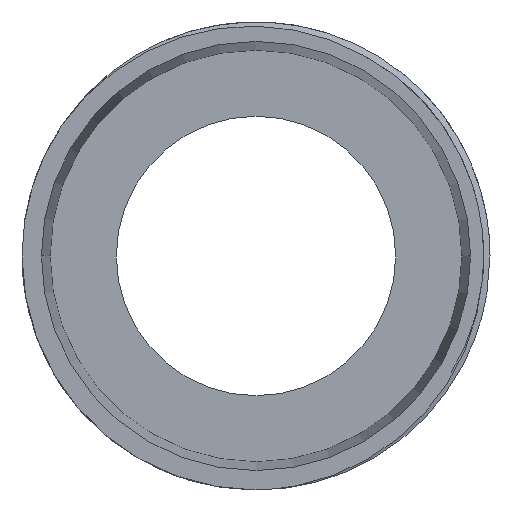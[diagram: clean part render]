
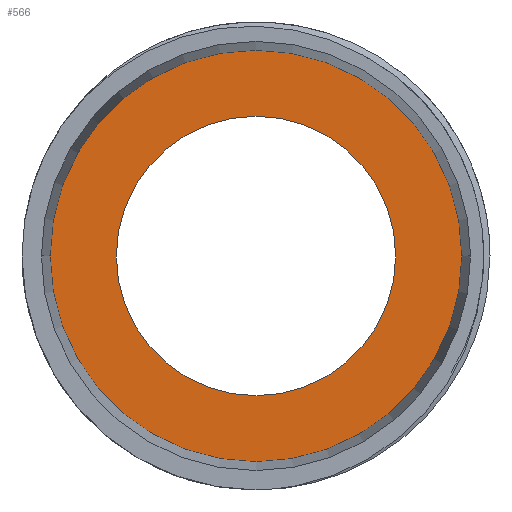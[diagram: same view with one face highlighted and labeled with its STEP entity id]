
A CAD part, left-side view. The second image highlights one B-rep face of the part: STEP entity #566.
In plain terms, the highlighted planar face has unit normal (-1, 0, 0).
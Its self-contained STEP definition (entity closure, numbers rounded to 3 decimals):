
#157 = EDGE_CURVE ( 'NONE', #339, #1488, #630, .T. ) ;
#308 = DIRECTION ( 'NONE',  ( 0., 1., 0. ) ) ;
#339 = VERTEX_POINT ( 'NONE', #2367 ) ;
#352 = DIRECTION ( 'NONE',  ( -1., 0., 0. ) ) ;
#364 = ORIENTED_EDGE ( 'NONE', *, *, #1571, .T. ) ;
#366 = AXIS2_PLACEMENT_3D ( 'NONE', #2964, #1983, #2255 ) ;
#480 = DIRECTION ( 'NONE',  ( 0., -1., 0. ) ) ;
#510 = CARTESIAN_POINT ( 'NONE',  ( -7.821, -26.526, 0. ) ) ;
#566 = ADVANCED_FACE ( 'NONE', ( #1522, #835 ), #2493, .F. ) ;
#630 = CIRCLE ( 'NONE', #1694, 26.526 ) ;
#709 = EDGE_LOOP ( 'NONE', ( #364, #2210 ) ) ;
#746 = ORIENTED_EDGE ( 'NONE', *, *, #1233, .F. ) ;
#835 = FACE_OUTER_BOUND ( 'NONE', #709, .T. ) ;
#868 = CIRCLE ( 'NONE', #366, 18. ) ;
#918 = CARTESIAN_POINT ( 'NONE',  ( -7.821, 0., 0. ) ) ;
#1055 = CARTESIAN_POINT ( 'NONE',  ( -7.821, 18., 0. ) ) ;
#1118 = DIRECTION ( 'NONE',  ( 0., -1., 0. ) ) ;
#1196 = CARTESIAN_POINT ( 'NONE',  ( -7.821, -18., 0. ) ) ;
#1233 = EDGE_CURVE ( 'NONE', #2146, #1510, #2868, .T. ) ;
#1310 = DIRECTION ( 'NONE',  ( 0., -1., 0. ) ) ;
#1321 = AXIS2_PLACEMENT_3D ( 'NONE', #1458, #2429, #480 ) ;
#1458 = CARTESIAN_POINT ( 'NONE',  ( -7.821, 0., 0. ) ) ;
#1488 = VERTEX_POINT ( 'NONE', #510 ) ;
#1510 = VERTEX_POINT ( 'NONE', #1196 ) ;
#1522 = FACE_BOUND ( 'NONE', #2948, .T. ) ;
#1571 = EDGE_CURVE ( 'NONE', #1488, #339, #2757, .T. ) ;
#1650 = EDGE_CURVE ( 'NONE', #1510, #2146, #868, .T. ) ;
#1657 = CARTESIAN_POINT ( 'NONE',  ( -7.821, 18., 0. ) ) ;
#1694 = AXIS2_PLACEMENT_3D ( 'NONE', #2528, #352, #1310 ) ;
#1893 = DIRECTION ( 'NONE',  ( -1., 0., 0. ) ) ;
#1983 = DIRECTION ( 'NONE',  ( -1., 0., 0. ) ) ;
#2078 = ORIENTED_EDGE ( 'NONE', *, *, #1650, .F. ) ;
#2146 = VERTEX_POINT ( 'NONE', #1657 ) ;
#2210 = ORIENTED_EDGE ( 'NONE', *, *, #157, .T. ) ;
#2251 = DIRECTION ( 'NONE',  ( 1., 0., 0. ) ) ;
#2255 = DIRECTION ( 'NONE',  ( 0., -1., 0. ) ) ;
#2367 = CARTESIAN_POINT ( 'NONE',  ( -7.821, 26.526, 0. ) ) ;
#2429 = DIRECTION ( 'NONE',  ( -1., 0., 0. ) ) ;
#2457 = AXIS2_PLACEMENT_3D ( 'NONE', #918, #1893, #1118 ) ;
#2493 = PLANE ( 'NONE',  #3074 ) ;
#2528 = CARTESIAN_POINT ( 'NONE',  ( -7.821, 0., 0. ) ) ;
#2757 = CIRCLE ( 'NONE', #1321, 26.526 ) ;
#2868 = CIRCLE ( 'NONE', #2457, 18. ) ;
#2948 = EDGE_LOOP ( 'NONE', ( #2078, #746 ) ) ;
#2964 = CARTESIAN_POINT ( 'NONE',  ( -7.821, 0., 0. ) ) ;
#3074 = AXIS2_PLACEMENT_3D ( 'NONE', #1055, #2251, #308 ) ;
